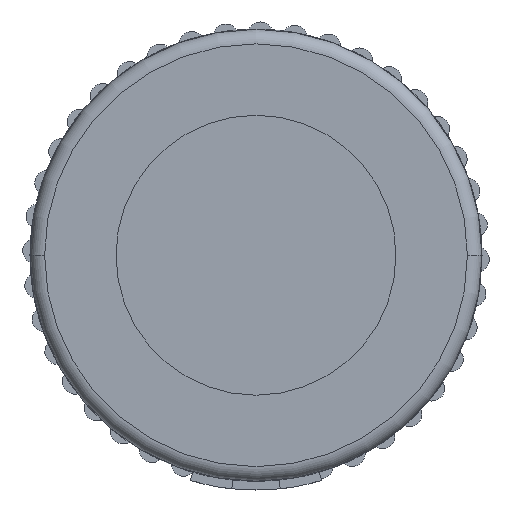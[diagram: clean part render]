
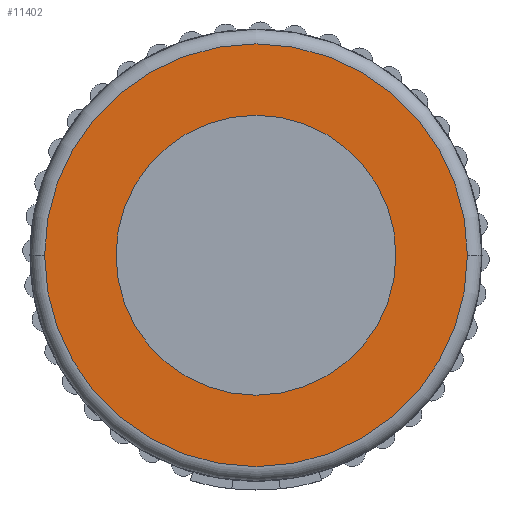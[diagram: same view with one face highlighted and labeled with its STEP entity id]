
A CAD part, front view. The second image highlights one B-rep face of the part: STEP entity #11402.
In plain terms, the highlighted planar face has unit normal (0, -1, 0).
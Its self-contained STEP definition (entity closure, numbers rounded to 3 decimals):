
#155 = EDGE_CURVE ( 'NONE', #5731, #7002, #8158, .T. ) ;
#1932 = CIRCLE ( 'NONE', #18302, 7.25 ) ;
#2093 = CARTESIAN_POINT ( 'NONE',  ( 0., -30.4, 0. ) ) ;
#2496 = DIRECTION ( 'NONE',  ( 1., 0., 0. ) ) ;
#2605 = EDGE_LOOP ( 'NONE', ( #19947, #11340 ) ) ;
#3203 = DIRECTION ( 'NONE',  ( 0., -1., 0. ) ) ;
#3725 = DIRECTION ( 'NONE',  ( 1., 0., 0. ) ) ;
#5024 = DIRECTION ( 'NONE',  ( 1., 0., 0. ) ) ;
#5140 = DIRECTION ( 'NONE',  ( 0., -1., 0. ) ) ;
#5177 = FACE_BOUND ( 'NONE', #2605, .T. ) ;
#5207 = CARTESIAN_POINT ( 'NONE',  ( 0., -30.4, 0. ) ) ;
#5731 = VERTEX_POINT ( 'NONE', #8449 ) ;
#5971 = CIRCLE ( 'NONE', #6557, 4.8 ) ;
#6557 = AXIS2_PLACEMENT_3D ( 'NONE', #2093, #13258, #3725 ) ;
#7002 = VERTEX_POINT ( 'NONE', #9983 ) ;
#7431 = VERTEX_POINT ( 'NONE', #15112 ) ;
#8158 = CIRCLE ( 'NONE', #10271, 4.8 ) ;
#8251 = CARTESIAN_POINT ( 'NONE',  ( 0., -30.4, 0. ) ) ;
#8449 = CARTESIAN_POINT ( 'NONE',  ( -4.8, -30.4, 0. ) ) ;
#8634 = ORIENTED_EDGE ( 'NONE', *, *, #18414, .T. ) ;
#8831 = PLANE ( 'NONE',  #9235 ) ;
#9235 = AXIS2_PLACEMENT_3D ( 'NONE', #10426, #12047, #2496 ) ;
#9826 = DIRECTION ( 'NONE',  ( 1., 0., 0. ) ) ;
#9983 = CARTESIAN_POINT ( 'NONE',  ( 4.8, -30.4, 0. ) ) ;
#10271 = AXIS2_PLACEMENT_3D ( 'NONE', #5207, #5140, #5024 ) ;
#10426 = CARTESIAN_POINT ( 'NONE',  ( 0., -30.4, 0. ) ) ;
#11340 = ORIENTED_EDGE ( 'NONE', *, *, #18955, .F. ) ;
#11402 = ADVANCED_FACE ( 'NONE', ( #18559, #5177 ), #8831, .T. ) ;
#11665 = ORIENTED_EDGE ( 'NONE', *, *, #19738, .T. ) ;
#12047 = DIRECTION ( 'NONE',  ( 0., -1., 0. ) ) ;
#12494 = VERTEX_POINT ( 'NONE', #16012 ) ;
#12741 = CARTESIAN_POINT ( 'NONE',  ( 0., -30.4, 0. ) ) ;
#13258 = DIRECTION ( 'NONE',  ( 0., -1., 0. ) ) ;
#13458 = CIRCLE ( 'NONE', #19636, 7.25 ) ;
#14378 = DIRECTION ( 'NONE',  ( 1., 0., 0. ) ) ;
#15112 = CARTESIAN_POINT ( 'NONE',  ( -7.25, -30.4, 0. ) ) ;
#15336 = EDGE_LOOP ( 'NONE', ( #8634, #11665 ) ) ;
#16012 = CARTESIAN_POINT ( 'NONE',  ( 7.25, -30.4, 0. ) ) ;
#18302 = AXIS2_PLACEMENT_3D ( 'NONE', #12741, #3203, #14378 ) ;
#18414 = EDGE_CURVE ( 'NONE', #12494, #7431, #13458, .T. ) ;
#18559 = FACE_OUTER_BOUND ( 'NONE', #15336, .T. ) ;
#18955 = EDGE_CURVE ( 'NONE', #7002, #5731, #5971, .T. ) ;
#19573 = DIRECTION ( 'NONE',  ( 0., -1., 0. ) ) ;
#19636 = AXIS2_PLACEMENT_3D ( 'NONE', #8251, #19573, #9826 ) ;
#19738 = EDGE_CURVE ( 'NONE', #7431, #12494, #1932, .T. ) ;
#19947 = ORIENTED_EDGE ( 'NONE', *, *, #155, .F. ) ;
